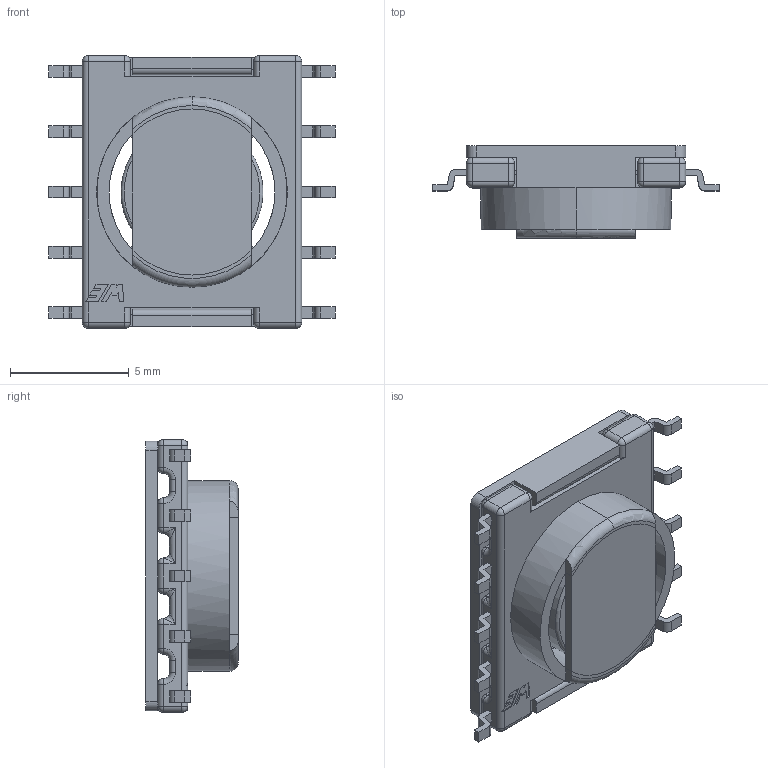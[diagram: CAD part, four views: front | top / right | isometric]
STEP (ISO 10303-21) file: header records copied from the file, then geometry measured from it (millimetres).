
FILE_DESCRIPTION (( 'STEP AP214' ), '1' );
FILE_NAME ('TOR_1239_0288.STEP', '2020-04-07T21:04:19', ( '' ), ( '' ), 'SwSTEP 2.0', 'SolidWorks 2017', '' );
FILE_SCHEMA (( 'AUTOMOTIVE_DESIGN' ));
Length unit declared in the file: inch
Products named in the file (4): 250-1239_6E; 150-3076_6A; 186-0288_6A; TOR_1239_0288
Assembly tree (3 placements, depth 2):
  TOR_1239_0288
    250-1239_6E
    150-3076_6A
    186-0288_6A
Bounding box: 12.07 x 3.9 x 11.5 mm (x, y, z)
Volume: 187.4 mm3; surface area: 721.6 mm2
Topology: 4 solids, 4 shells, 436 faces, 1110 edges, 628 vertices
Faces by surface type: plane 184, cylinder 138, sphere 44, bspline 36, torus 34
Entity records: 15764 total; most frequent: CARTESIAN_POINT 4111, DIRECTION 2128, ORIENTED_EDGE 2092, EDGE_CURVE 1046, AXIS2_PLACEMENT_3D 753, VERTEX_POINT 628, LINE 622, VECTOR 622
